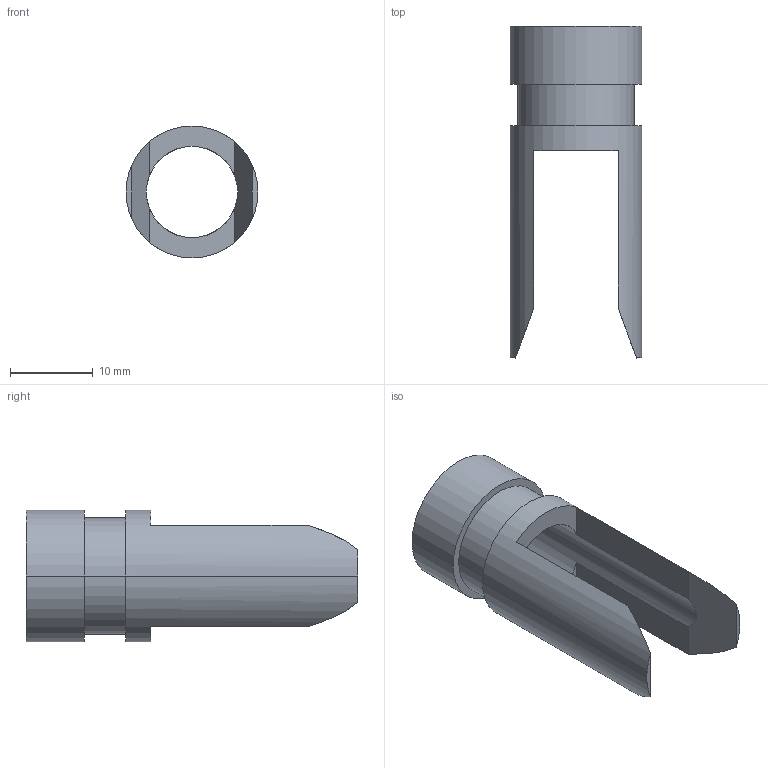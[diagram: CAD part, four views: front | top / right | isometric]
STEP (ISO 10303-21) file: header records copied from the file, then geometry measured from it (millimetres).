
FILE_DESCRIPTION((''), '2;1');
FILE_NAME('','',(''),(''),'','','');
FILE_SCHEMA(('CONFIG_CONTROL_DESIGN'));
Length unit declared in the file: millimetre
Products named in the file (1): MD_C13_501
Bounding box: 15.9 x 40 x 15.9 mm (x, y, z)
Volume: 2326.1 mm3; surface area: 2728.4 mm2
Topology: 1 solids, 1 shells, 23 faces, 58 edges, 38 vertices
Faces by surface type: plane 13, cylinder 8, cone 2
Entity records: 752 total; most frequent: CARTESIAN_POINT 147, DIRECTION 118, ORIENTED_EDGE 116, EDGE_CURVE 58, AXIS2_PLACEMENT_3D 45, VERTEX_POINT 38, VECTOR 28, LINE 28
